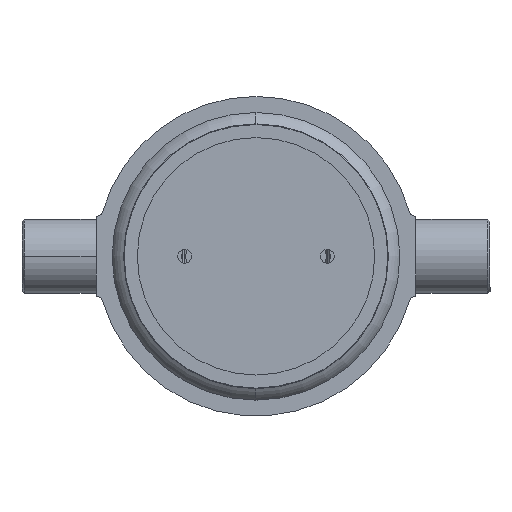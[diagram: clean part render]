
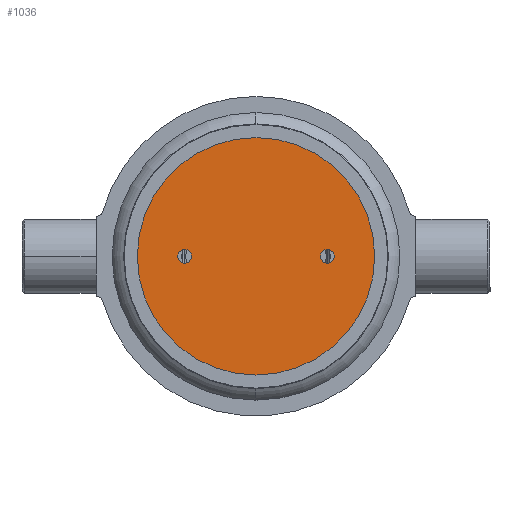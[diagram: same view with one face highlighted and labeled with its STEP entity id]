
A CAD part, front view. The second image highlights one B-rep face of the part: STEP entity #1036.
In plain terms, the highlighted planar face has unit normal (0, -1, 0).
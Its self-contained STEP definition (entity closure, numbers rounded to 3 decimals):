
#45 = CARTESIAN_POINT ( 'NONE',  ( 0., 0., 104. ) ) ;
#60 = CARTESIAN_POINT ( 'NONE',  ( -62.5, 0., 6. ) ) ;
#85 = DIRECTION ( 'NONE',  ( 0., 0., -1. ) ) ;
#89 = CARTESIAN_POINT ( 'NONE',  ( 62.5, 0., 6. ) ) ;
#124 = ORIENTED_EDGE ( 'NONE', *, *, #2788, .F. ) ;
#132 = EDGE_CURVE ( 'NONE', #1756, #1021, #1662, .T. ) ;
#163 = DIRECTION ( 'NONE',  ( 0., -1., 0. ) ) ;
#215 = AXIS2_PLACEMENT_3D ( 'NONE', #3061, #1227, #3350 ) ;
#225 = DIRECTION ( 'NONE',  ( 0., 0., 1. ) ) ;
#237 = AXIS2_PLACEMENT_3D ( 'NONE', #2999, #2906, #2635 ) ;
#245 = CARTESIAN_POINT ( 'NONE',  ( 0., 0., 0. ) ) ;
#344 = VERTEX_POINT ( 'NONE', #781 ) ;
#368 = AXIS2_PLACEMENT_3D ( 'NONE', #2002, #163, #2309 ) ;
#390 = FACE_OUTER_BOUND ( 'NONE', #2499, .T. ) ;
#581 = CARTESIAN_POINT ( 'NONE',  ( 62.5, 0., -6. ) ) ;
#781 = CARTESIAN_POINT ( 'NONE',  ( 0., 0., -104. ) ) ;
#895 = CIRCLE ( 'NONE', #1074, 6. ) ;
#1021 = VERTEX_POINT ( 'NONE', #3945 ) ;
#1036 = ADVANCED_FACE ( 'NONE', ( #2849, #1212, #390 ), #1916, .F. ) ;
#1074 = AXIS2_PLACEMENT_3D ( 'NONE', #3883, #2058, #225 ) ;
#1102 = EDGE_LOOP ( 'NONE', ( #2227, #124 ) ) ;
#1212 = FACE_BOUND ( 'NONE', #2278, .T. ) ;
#1227 = DIRECTION ( 'NONE',  ( 0., -1., 0. ) ) ;
#1391 = DIRECTION ( 'NONE',  ( 0., -1., 0. ) ) ;
#1392 = ORIENTED_EDGE ( 'NONE', *, *, #2756, .F. ) ;
#1449 = CARTESIAN_POINT ( 'NONE',  ( 0., 0., 0. ) ) ;
#1611 = AXIS2_PLACEMENT_3D ( 'NONE', #1449, #3617, #2032 ) ;
#1652 = ORIENTED_EDGE ( 'NONE', *, *, #2620, .T. ) ;
#1662 = CIRCLE ( 'NONE', #237, 6. ) ;
#1671 = EDGE_CURVE ( 'NONE', #344, #1907, #3834, .T. ) ;
#1756 = VERTEX_POINT ( 'NONE', #60 ) ;
#1907 = VERTEX_POINT ( 'NONE', #45 ) ;
#1916 = PLANE ( 'NONE',  #2546 ) ;
#2002 = CARTESIAN_POINT ( 'NONE',  ( 62.5, 0., 0. ) ) ;
#2032 = DIRECTION ( 'NONE',  ( 0., 0., -1. ) ) ;
#2058 = DIRECTION ( 'NONE',  ( 0., -1., 0. ) ) ;
#2070 = ORIENTED_EDGE ( 'NONE', *, *, #132, .F. ) ;
#2211 = VERTEX_POINT ( 'NONE', #581 ) ;
#2227 = ORIENTED_EDGE ( 'NONE', *, *, #3827, .F. ) ;
#2231 = CIRCLE ( 'NONE', #215, 104. ) ;
#2278 = EDGE_LOOP ( 'NONE', ( #2070, #1392 ) ) ;
#2309 = DIRECTION ( 'NONE',  ( 0., 0., 1. ) ) ;
#2366 = CIRCLE ( 'NONE', #3316, 6. ) ;
#2499 = EDGE_LOOP ( 'NONE', ( #2657, #1652 ) ) ;
#2546 = AXIS2_PLACEMENT_3D ( 'NONE', #245, #2719, #85 ) ;
#2620 = EDGE_CURVE ( 'NONE', #1907, #344, #2231, .T. ) ;
#2635 = DIRECTION ( 'NONE',  ( 0., 0., 1. ) ) ;
#2657 = ORIENTED_EDGE ( 'NONE', *, *, #1671, .T. ) ;
#2719 = DIRECTION ( 'NONE',  ( 0., 1., 0. ) ) ;
#2756 = EDGE_CURVE ( 'NONE', #1021, #1756, #2366, .T. ) ;
#2788 = EDGE_CURVE ( 'NONE', #2211, #3477, #3884, .T. ) ;
#2849 = FACE_BOUND ( 'NONE', #1102, .T. ) ;
#2906 = DIRECTION ( 'NONE',  ( 0., -1., 0. ) ) ;
#2999 = CARTESIAN_POINT ( 'NONE',  ( -62.5, 0., 0. ) ) ;
#3061 = CARTESIAN_POINT ( 'NONE',  ( 0., 0., 0. ) ) ;
#3217 = CARTESIAN_POINT ( 'NONE',  ( -62.5, 0., 0. ) ) ;
#3316 = AXIS2_PLACEMENT_3D ( 'NONE', #3217, #1391, #3515 ) ;
#3350 = DIRECTION ( 'NONE',  ( 0., 0., -1. ) ) ;
#3477 = VERTEX_POINT ( 'NONE', #89 ) ;
#3515 = DIRECTION ( 'NONE',  ( 0., 0., 1. ) ) ;
#3617 = DIRECTION ( 'NONE',  ( 0., -1., 0. ) ) ;
#3827 = EDGE_CURVE ( 'NONE', #3477, #2211, #895, .T. ) ;
#3834 = CIRCLE ( 'NONE', #1611, 104. ) ;
#3883 = CARTESIAN_POINT ( 'NONE',  ( 62.5, 0., 0. ) ) ;
#3884 = CIRCLE ( 'NONE', #368, 6. ) ;
#3945 = CARTESIAN_POINT ( 'NONE',  ( -62.5, 0., -6. ) ) ;
